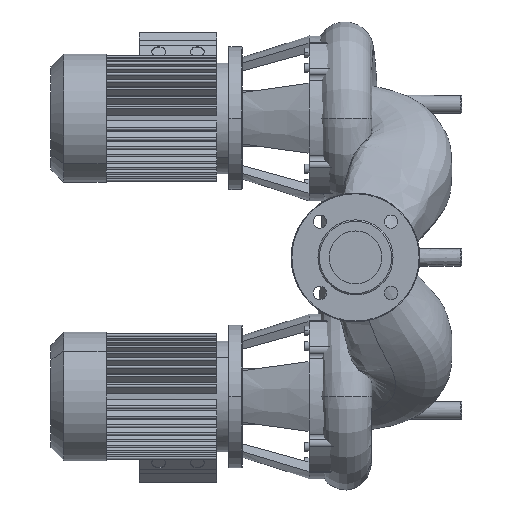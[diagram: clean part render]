
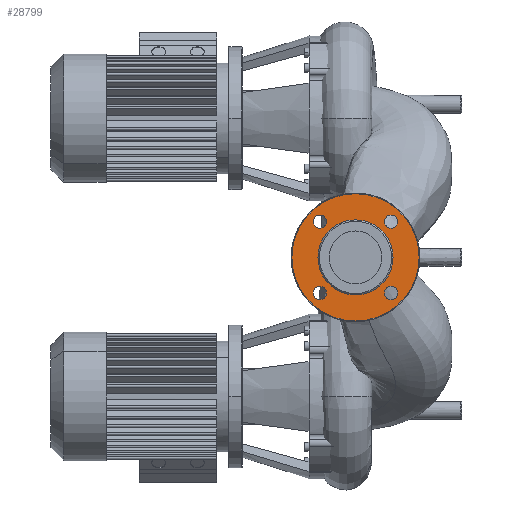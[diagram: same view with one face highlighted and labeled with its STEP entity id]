
A CAD part, left-side view. The second image highlights one B-rep face of the part: STEP entity #28799.
In plain terms, the highlighted free-form (B-spline) face has degree [1, 1] with [2, 2] control points.
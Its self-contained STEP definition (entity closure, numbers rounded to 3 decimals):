
#28178=CARTESIAN_POINT('',(2.,0.,-91.5));
#28179=VERTEX_POINT('',#28178);
#28195=CARTESIAN_POINT('',(2.,0.,91.5));
#28196=VERTEX_POINT('',#28195);
#28204=CARTESIAN_POINT('',(2.,-91.5,0.0));
#28205=VERTEX_POINT('',#28204);
#28206=CARTESIAN_POINT('',(2.,0.,0.0));
#28207=DIRECTION('',(-1.0,0.0,0.0));
#28208=DIRECTION('',(0.0,-1.0,0.0));
#28209=AXIS2_PLACEMENT_3D('',#28206,#28207,#28208);
#28210=CIRCLE('',#28209,91.5);
#28211=EDGE_CURVE('',#28205,#28196,#28210,.T.);
#28213=CARTESIAN_POINT('',(2.,0.,0.0));
#28214=DIRECTION('',(-1.0,0.0,0.0));
#28215=DIRECTION('',(0.0,-1.0,0.0));
#28216=AXIS2_PLACEMENT_3D('',#28213,#28214,#28215);
#28217=CIRCLE('',#28216,91.5);
#28218=EDGE_CURVE('',#28179,#28205,#28217,.T.);
#28249=CARTESIAN_POINT('',(2.,-54.,0.0));
#28250=VERTEX_POINT('',#28249);
#28259=CARTESIAN_POINT('',(2.,54.,0.));
#28260=VERTEX_POINT('',#28259);
#28261=CARTESIAN_POINT('',(2.,0.,0.0));
#28262=DIRECTION('',(-1.0,0.0,0.0));
#28263=DIRECTION('',(0.0,-1.0,0.0));
#28264=AXIS2_PLACEMENT_3D('',#28261,#28262,#28263);
#28265=CIRCLE('',#28264,54.);
#28266=EDGE_CURVE('',#28250,#28260,#28265,.T.);
#28312=CARTESIAN_POINT('',(2.,-51.265,41.765));
#28313=VERTEX_POINT('',#28312);
#28322=CARTESIAN_POINT('',(2.,-51.265,60.765));
#28323=VERTEX_POINT('',#28322);
#28324=CARTESIAN_POINT('',(2.,-51.265,51.265));
#28325=DIRECTION('',(-1.0,0.0,0.0));
#28326=DIRECTION('',(0.0,0.0,-1.0));
#28327=AXIS2_PLACEMENT_3D('',#28324,#28325,#28326);
#28328=CIRCLE('',#28327,9.5);
#28329=EDGE_CURVE('',#28313,#28323,#28328,.T.);
#28375=CARTESIAN_POINT('',(2.,41.765,51.265));
#28376=VERTEX_POINT('',#28375);
#28385=CARTESIAN_POINT('',(2.,60.765,51.265));
#28386=VERTEX_POINT('',#28385);
#28387=CARTESIAN_POINT('',(2.,51.265,51.265));
#28388=DIRECTION('',(-1.0,0.0,0.0));
#28389=DIRECTION('',(0.0,-1.0,0.0));
#28390=AXIS2_PLACEMENT_3D('',#28387,#28388,#28389);
#28391=CIRCLE('',#28390,9.5);
#28392=EDGE_CURVE('',#28376,#28386,#28391,.T.);
#28438=CARTESIAN_POINT('',(2.,51.265,-41.765));
#28439=VERTEX_POINT('',#28438);
#28448=CARTESIAN_POINT('',(2.,51.265,-60.765));
#28449=VERTEX_POINT('',#28448);
#28450=CARTESIAN_POINT('',(2.,51.265,-51.265));
#28451=DIRECTION('',(-1.0,0.0,0.0));
#28452=DIRECTION('',(0.0,0.0,1.0));
#28453=AXIS2_PLACEMENT_3D('',#28450,#28451,#28452);
#28454=CIRCLE('',#28453,9.5);
#28455=EDGE_CURVE('',#28439,#28449,#28454,.T.);
#28501=CARTESIAN_POINT('',(2.,-41.765,-51.265));
#28502=VERTEX_POINT('',#28501);
#28511=CARTESIAN_POINT('',(2.,-60.765,-51.265));
#28512=VERTEX_POINT('',#28511);
#28513=CARTESIAN_POINT('',(2.,-51.265,-51.265));
#28514=DIRECTION('',(-1.0,0.0,0.0));
#28515=DIRECTION('',(0.0,1.0,0.0));
#28516=AXIS2_PLACEMENT_3D('',#28513,#28514,#28515);
#28517=CIRCLE('',#28516,9.5);
#28518=EDGE_CURVE('',#28502,#28512,#28517,.T.);
#28573=CARTESIAN_POINT('',(2.,-51.265,-51.265));
#28574=DIRECTION('',(-1.0,0.0,0.0));
#28575=DIRECTION('',(0.0,1.0,0.0));
#28576=AXIS2_PLACEMENT_3D('',#28573,#28574,#28575);
#28577=CIRCLE('',#28576,9.5);
#28578=EDGE_CURVE('',#28512,#28502,#28577,.T.);
#28618=CARTESIAN_POINT('',(2.,51.265,-51.265));
#28619=DIRECTION('',(-1.0,0.0,0.0));
#28620=DIRECTION('',(0.0,0.0,1.0));
#28621=AXIS2_PLACEMENT_3D('',#28618,#28619,#28620);
#28622=CIRCLE('',#28621,9.5);
#28623=EDGE_CURVE('',#28449,#28439,#28622,.T.);
#28663=CARTESIAN_POINT('',(2.,51.265,51.265));
#28664=DIRECTION('',(-1.0,0.0,0.0));
#28665=DIRECTION('',(0.0,-1.0,0.0));
#28666=AXIS2_PLACEMENT_3D('',#28663,#28664,#28665);
#28667=CIRCLE('',#28666,9.5);
#28668=EDGE_CURVE('',#28386,#28376,#28667,.T.);
#28708=CARTESIAN_POINT('',(2.,-51.265,51.265));
#28709=DIRECTION('',(-1.0,0.0,0.0));
#28710=DIRECTION('',(0.0,0.0,-1.0));
#28711=AXIS2_PLACEMENT_3D('',#28708,#28709,#28710);
#28712=CIRCLE('',#28711,9.5);
#28713=EDGE_CURVE('',#28323,#28313,#28712,.T.);
#28753=CARTESIAN_POINT('',(2.,0.,0.0));
#28754=DIRECTION('',(-1.0,0.0,0.0));
#28755=DIRECTION('',(0.0,-1.0,0.0));
#28756=AXIS2_PLACEMENT_3D('',#28753,#28754,#28755);
#28757=CIRCLE('',#28756,54.);
#28758=EDGE_CURVE('',#28260,#28250,#28757,.T.);
#28763=CARTESIAN_POINT('',(2.,-91.5,-91.5));
#28764=CARTESIAN_POINT('',(2.,-91.5,91.5));
#28765=CARTESIAN_POINT('',(2.,91.5,-91.5));
#28766=CARTESIAN_POINT('',(2.,91.5,91.5));
#28767=B_SPLINE_SURFACE_WITH_KNOTS('',1,1,((#28763,#28765),(#28764,#28766)),.UNSPECIFIED.,.F.,.F.,.U.,(2,2),(2,2),(0.0,183.),(0.0,183.),.UNSPECIFIED.);
#28768=ORIENTED_EDGE('',*,*,#28211,.T.);
#28769=CARTESIAN_POINT('',(2.,0.,0.0));
#28770=DIRECTION('',(-1.0,0.0,0.0));
#28771=DIRECTION('',(0.0,-1.0,0.0));
#28772=AXIS2_PLACEMENT_3D('',#28769,#28770,#28771);
#28773=CIRCLE('',#28772,91.5);
#28774=EDGE_CURVE('',#28196,#28179,#28773,.T.);
#28775=ORIENTED_EDGE('',*,*,#28774,.T.);
#28776=ORIENTED_EDGE('',*,*,#28218,.T.);
#28777=EDGE_LOOP('',(#28768,#28775,#28776));
#28778=FACE_OUTER_BOUND('',#28777,.T.);
#28779=ORIENTED_EDGE('',*,*,#28578,.F.);
#28780=ORIENTED_EDGE('',*,*,#28518,.F.);
#28781=EDGE_LOOP('',(#28779,#28780));
#28782=FACE_BOUND('',#28781,.T.);
#28783=ORIENTED_EDGE('',*,*,#28623,.F.);
#28784=ORIENTED_EDGE('',*,*,#28455,.F.);
#28785=EDGE_LOOP('',(#28783,#28784));
#28786=FACE_BOUND('',#28785,.T.);
#28787=ORIENTED_EDGE('',*,*,#28668,.F.);
#28788=ORIENTED_EDGE('',*,*,#28392,.F.);
#28789=EDGE_LOOP('',(#28787,#28788));
#28790=FACE_BOUND('',#28789,.T.);
#28791=ORIENTED_EDGE('',*,*,#28713,.F.);
#28792=ORIENTED_EDGE('',*,*,#28329,.F.);
#28793=EDGE_LOOP('',(#28791,#28792));
#28794=FACE_BOUND('',#28793,.T.);
#28795=ORIENTED_EDGE('',*,*,#28266,.F.);
#28796=ORIENTED_EDGE('',*,*,#28758,.F.);
#28797=EDGE_LOOP('',(#28795,#28796));
#28798=FACE_BOUND('',#28797,.T.);
#28799=ADVANCED_FACE('',(#28778,#28782,#28786,#28790,#28794,#28798),#28767,.T.);
